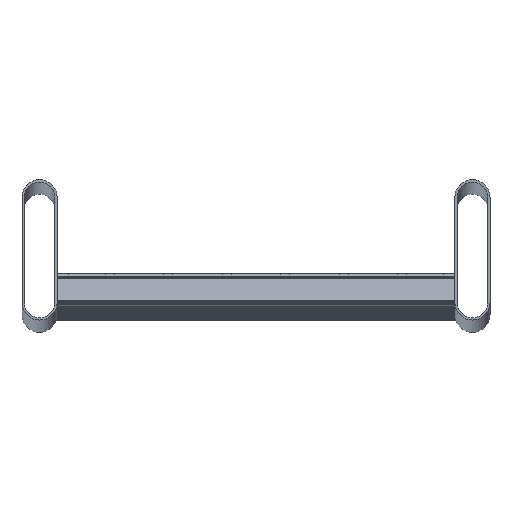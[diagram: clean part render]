
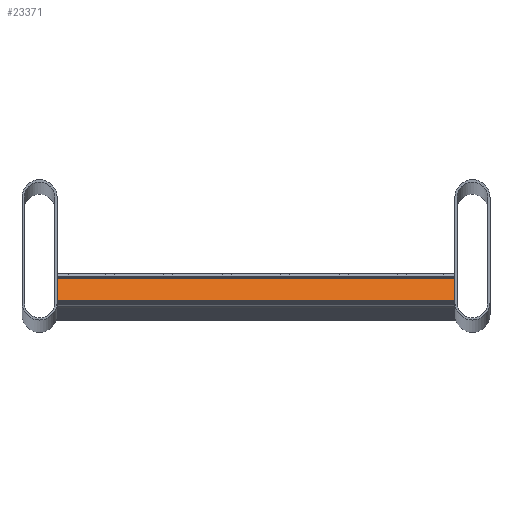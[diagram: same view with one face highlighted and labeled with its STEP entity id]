
A CAD part, top view. The second image highlights one B-rep face of the part: STEP entity #23371.
In plain terms, the highlighted planar face has unit normal (0, 0.314, 0.949).
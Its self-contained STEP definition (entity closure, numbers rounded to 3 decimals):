
#787 = VECTOR ( 'NONE', #8016, 1000. ) ;
#1492 = LINE ( 'NONE', #9640, #787 ) ;
#1956 = LINE ( 'NONE', #2155, #19103 ) ;
#2155 = CARTESIAN_POINT ( 'NONE',  ( -85., -11.715, 1386.067 ) ) ;
#2186 = LINE ( 'NONE', #26543, #14250 ) ;
#3862 = LINE ( 'NONE', #4906, #15823 ) ;
#4230 = DIRECTION ( 'NONE',  ( -1., 0., 0. ) ) ;
#4244 = DIRECTION ( 'NONE',  ( 0., 0.314, 0.949 ) ) ;
#4906 = CARTESIAN_POINT ( 'NONE',  ( 85., -21.715, 1389.374 ) ) ;
#5276 = EDGE_CURVE ( 'NONE', #18242, #12586, #2186, .T. ) ;
#5325 = EDGE_CURVE ( 'NONE', #13158, #18242, #1492, .T. ) ;
#8016 = DIRECTION ( 'NONE',  ( 0., 0.949, -0.314 ) ) ;
#9088 = EDGE_CURVE ( 'NONE', #21402, #12586, #1956, .T. ) ;
#9640 = CARTESIAN_POINT ( 'NONE',  ( 85., -11.715, 1386.067 ) ) ;
#9761 = CARTESIAN_POINT ( 'NONE',  ( 85., -21.715, 1389.374 ) ) ;
#12014 = CARTESIAN_POINT ( 'NONE',  ( -85., -21.715, 1389.374 ) ) ;
#12586 = VERTEX_POINT ( 'NONE', #25399 ) ;
#12618 = AXIS2_PLACEMENT_3D ( 'NONE', #17639, #4244, #19870 ) ;
#13158 = VERTEX_POINT ( 'NONE', #9761 ) ;
#13445 = DIRECTION ( 'NONE',  ( 0., 0.949, -0.314 ) ) ;
#14250 = VECTOR ( 'NONE', #4230, 1000. ) ;
#15124 = EDGE_CURVE ( 'NONE', #13158, #21402, #3862, .T. ) ;
#15823 = VECTOR ( 'NONE', #22805, 1000. ) ;
#17289 = EDGE_LOOP ( 'NONE', ( #20206, #18555, #20460, #25343 ) ) ;
#17639 = CARTESIAN_POINT ( 'NONE',  ( 85., -11.715, 1386.067 ) ) ;
#18242 = VERTEX_POINT ( 'NONE', #27070 ) ;
#18555 = ORIENTED_EDGE ( 'NONE', *, *, #15124, .F. ) ;
#19103 = VECTOR ( 'NONE', #13445, 1000. ) ;
#19870 = DIRECTION ( 'NONE',  ( 0., -0.949, 0.314 ) ) ;
#20206 = ORIENTED_EDGE ( 'NONE', *, *, #9088, .F. ) ;
#20460 = ORIENTED_EDGE ( 'NONE', *, *, #5325, .T. ) ;
#21402 = VERTEX_POINT ( 'NONE', #12014 ) ;
#22805 = DIRECTION ( 'NONE',  ( -1., 0., 0. ) ) ;
#23371 = ADVANCED_FACE ( 'NONE', ( #27670 ), #28760, .T. ) ;
#25343 = ORIENTED_EDGE ( 'NONE', *, *, #5276, .T. ) ;
#25399 = CARTESIAN_POINT ( 'NONE',  ( -85., -11.715, 1386.067 ) ) ;
#26543 = CARTESIAN_POINT ( 'NONE',  ( 85., -11.715, 1386.067 ) ) ;
#27070 = CARTESIAN_POINT ( 'NONE',  ( 85., -11.715, 1386.067 ) ) ;
#27670 = FACE_OUTER_BOUND ( 'NONE', #17289, .T. ) ;
#28760 = PLANE ( 'NONE',  #12618 ) ;
